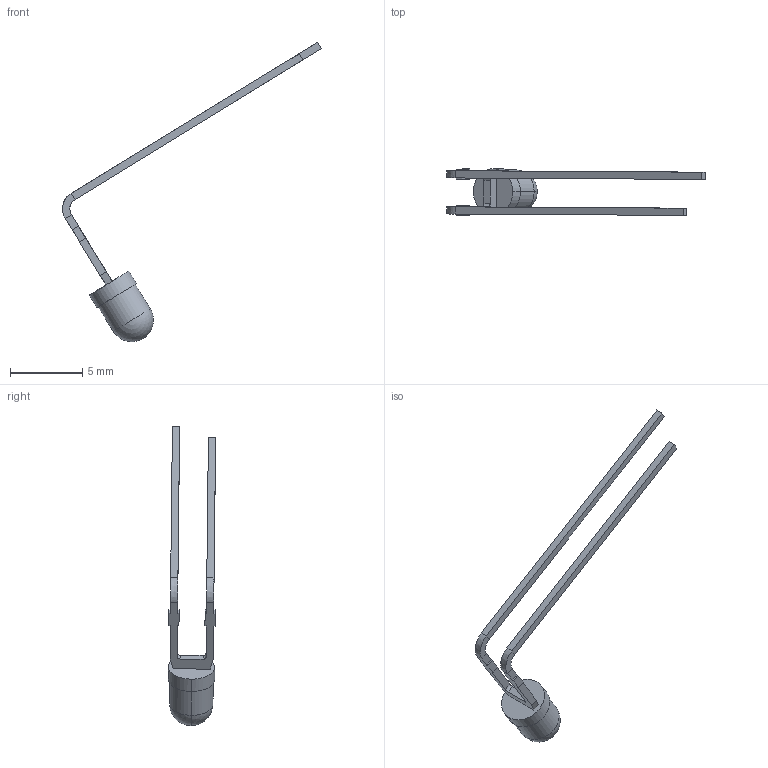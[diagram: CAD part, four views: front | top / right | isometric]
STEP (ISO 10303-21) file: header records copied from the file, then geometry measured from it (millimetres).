
FILE_DESCRIPTION (( 'STEP AP214' ), '1' );
FILE_NAME ('Led round 3 mm Kingbright.STEP', '2017-12-20T17:06:41', ( '' ), ( '' ), 'SwSTEP 2.0', 'SolidWorks 2017', '' );
FILE_SCHEMA (( 'AUTOMOTIVE_DESIGN' ));
Length unit declared in the file: millimetre
Products named in the file (1): Led round 3 mm Kingbright
Bounding box: 17.92 x 3.27 x 20.73 mm (x, y, z)
Volume: 43.3 mm3; surface area: 160.5 mm2
Topology: 1 solids, 1 shells, 53 faces, 138 edges, 87 vertices
Faces by surface type: plane 37, cylinder 6, cone 4, bspline 4, sphere 2
Entity records: 1888 total; most frequent: CARTESIAN_POINT 789, ORIENTED_EDGE 268, DIRECTION 144, EDGE_CURVE 134, B_SPLINE_CURVE_WITH_KNOTS 104, VERTEX_POINT 85, AXIS2_PLACEMENT_3D 64, EDGE_LOOP 55
